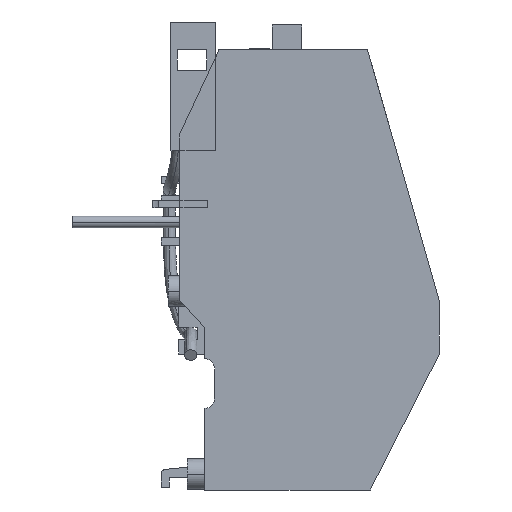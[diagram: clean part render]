
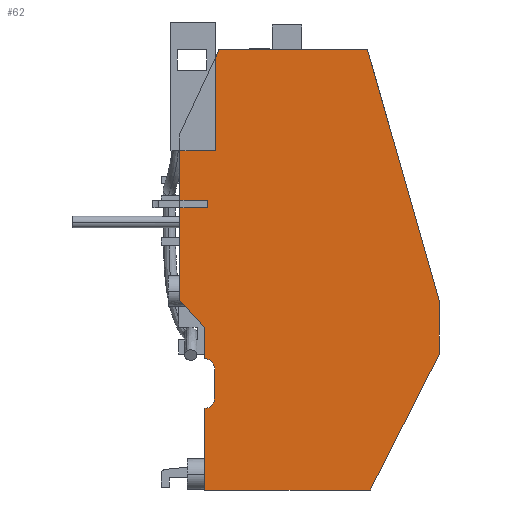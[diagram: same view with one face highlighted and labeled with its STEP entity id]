
A CAD part, left-side view. The second image highlights one B-rep face of the part: STEP entity #62.
In plain terms, the highlighted planar face has unit normal (-1, 0, 0).
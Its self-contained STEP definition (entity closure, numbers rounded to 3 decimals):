
#62=ADVANCED_FACE('',(#327),#3710,.T.);
#327=FACE_OUTER_BOUND('',#565,.T.);
#565=EDGE_LOOP('',(#870,#871,#872,#873,#874,#875,#876,#877,#878,#879,#880,
#881,#882,#883,#884,#885,#886,#887));
#870=ORIENTED_EDGE('',*,*,#2087,.F.);
#871=ORIENTED_EDGE('',*,*,#2058,.F.);
#872=ORIENTED_EDGE('',*,*,#2079,.F.);
#873=ORIENTED_EDGE('',*,*,#2080,.T.);
#874=ORIENTED_EDGE('',*,*,#2086,.F.);
#875=ORIENTED_EDGE('',*,*,#2041,.F.);
#876=ORIENTED_EDGE('',*,*,#2068,.F.);
#877=ORIENTED_EDGE('',*,*,#2085,.F.);
#878=ORIENTED_EDGE('',*,*,#2398,.F.);
#879=ORIENTED_EDGE('',*,*,#2434,.F.);
#880=ORIENTED_EDGE('',*,*,#2081,.F.);
#881=ORIENTED_EDGE('',*,*,#2082,.F.);
#882=ORIENTED_EDGE('',*,*,#2422,.F.);
#883=ORIENTED_EDGE('',*,*,#2083,.F.);
#884=ORIENTED_EDGE('',*,*,#2411,.F.);
#885=ORIENTED_EDGE('',*,*,#2084,.F.);
#886=ORIENTED_EDGE('',*,*,#2108,.F.);
#887=ORIENTED_EDGE('',*,*,#2088,.F.);
#2041=EDGE_CURVE('',#3261,#3275,#2761,.T.);
#2058=EDGE_CURVE('',#3278,#3283,#2778,.T.);
#2068=EDGE_CURVE('',#3290,#3261,#2786,.T.);
#2079=EDGE_CURVE('',#3299,#3278,#2796,.T.);
#2080=EDGE_CURVE('',#3299,#3298,#2797,.T.);
#2081=EDGE_CURVE('',#3302,#3301,#2798,.T.);
#2082=EDGE_CURVE('',#3303,#3302,#2799,.T.);
#2083=EDGE_CURVE('',#3305,#3304,#2800,.T.);
#2084=EDGE_CURVE('',#3307,#3306,#2801,.T.);
#2085=EDGE_CURVE('',#3308,#3290,#2802,.T.);
#2086=EDGE_CURVE('',#3275,#3298,#2803,.T.);
#2087=EDGE_CURVE('',#3283,#3297,#2804,.T.);
#2088=EDGE_CURVE('',#3297,#3309,#2805,.T.);
#2108=EDGE_CURVE('',#3309,#3307,#2825,.T.);
#2398=EDGE_CURVE('',#3300,#3308,#2683,.T.);
#2411=EDGE_CURVE('',#3306,#3305,#3096,.T.);
#2422=EDGE_CURVE('',#3304,#3303,#3107,.T.);
#2434=EDGE_CURVE('',#3301,#3300,#2687,.T.);
#2683=(
BOUNDED_CURVE()
B_SPLINE_CURVE(2,(#7285,#7286,#7287,#7288,#7289,#7290,#7291),
 .UNSPECIFIED.,.F.,.F.)
B_SPLINE_CURVE_WITH_KNOTS((3,2,2,3),(19.038,25.238,
28.223,28.323),.UNSPECIFIED.)
CURVE()
GEOMETRIC_REPRESENTATION_ITEM()
RATIONAL_B_SPLINE_CURVE((1.,1.,1.,0.707,1.,1.,1.))
REPRESENTATION_ITEM('')
);
#2687=(
BOUNDED_CURVE()
B_SPLINE_CURVE(2,(#7373,#7374,#7375,#7376,#7377),.UNSPECIFIED.,.F.,.F.)
B_SPLINE_CURVE_WITH_KNOTS((3,2,3),(134.202,134.302,137.287),
 .UNSPECIFIED.)
CURVE()
GEOMETRIC_REPRESENTATION_ITEM()
RATIONAL_B_SPLINE_CURVE((1.,1.,1.,0.707,1.))
REPRESENTATION_ITEM('')
);
#2761=B_SPLINE_CURVE_WITH_KNOTS('',1,(#6249,#6250),.UNSPECIFIED.,.F.,.F.,
(2,2),(34.421,42.968),.UNSPECIFIED.);
#2778=B_SPLINE_CURVE_WITH_KNOTS('',1,(#6332,#6333),.UNSPECIFIED.,.F.,.F.,
(2,2),(43.655,48.243),.UNSPECIFIED.);
#2786=B_SPLINE_CURVE_WITH_KNOTS('',1,(#6390,#6391),.UNSPECIFIED.,.F.,.F.,
(2,2),(31.205,34.421),.UNSPECIFIED.);
#2796=B_SPLINE_CURVE_WITH_KNOTS('',1,(#6440,#6441),.UNSPECIFIED.,.F.,.F.,
(2,2),(-11.2,-5.6),.UNSPECIFIED.);
#2797=B_SPLINE_CURVE_WITH_KNOTS('',1,(#6442,#6443),.UNSPECIFIED.,.F.,.F.,
(2,2),(87.461,91.128),.UNSPECIFIED.);
#2798=B_SPLINE_CURVE_WITH_KNOTS('',1,(#6444,#6445),.UNSPECIFIED.,.F.,.F.,
(2,2),(126.654,134.202),.UNSPECIFIED.);
#2799=B_SPLINE_CURVE_WITH_KNOTS('',1,(#6446,#6447),.UNSPECIFIED.,.F.,.F.,
(2,2),(112.649,126.654),.UNSPECIFIED.);
#2800=B_SPLINE_CURVE_WITH_KNOTS('',1,(#6448,#6449),.UNSPECIFIED.,.F.,.F.,
(2,2),(89.949,98.176),.UNSPECIFIED.);
#2801=B_SPLINE_CURVE_WITH_KNOTS('',1,(#6450,#6451),.UNSPECIFIED.,.F.,.F.,
(2,2),(58.023,67.699),.UNSPECIFIED.);
#2802=B_SPLINE_CURVE_WITH_KNOTS('',1,(#6452,#6453),.UNSPECIFIED.,.F.,.F.,
(2,2),(28.323,31.205),.UNSPECIFIED.);
#2803=B_SPLINE_CURVE_WITH_KNOTS('',1,(#6454,#6455),.UNSPECIFIED.,.F.,.F.,
(2,2),(5.6,11.2),.UNSPECIFIED.);
#2804=B_SPLINE_CURVE_WITH_KNOTS('',1,(#6456,#6457),.UNSPECIFIED.,.F.,.F.,
(2,2),(2.598,12.964),.UNSPECIFIED.);
#2805=B_SPLINE_CURVE_WITH_KNOTS('',1,(#6458,#6459),.UNSPECIFIED.,.F.,.F.,
(2,2),(-26.,-7.118),.UNSPECIFIED.);
#2825=B_SPLINE_CURVE_WITH_KNOTS('',1,(#6502,#6503),.UNSPECIFIED.,.F.,.F.,
(2,2),(57.289,58.023),.UNSPECIFIED.);
#3096=B_SPLINE_CURVE_WITH_KNOTS('',1,(#7324,#7325),.UNSPECIFIED.,.F.,.F.,
(2,2),(67.699,89.949),.UNSPECIFIED.);
#3107=B_SPLINE_CURVE_WITH_KNOTS('',1,(#7346,#7347),.UNSPECIFIED.,.F.,.F.,
(2,2),(98.176,112.649),.UNSPECIFIED.);
#3261=VERTEX_POINT('',#5875);
#3275=VERTEX_POINT('',#5889);
#3278=VERTEX_POINT('',#5892);
#3283=VERTEX_POINT('',#5897);
#3290=VERTEX_POINT('',#5904);
#3297=VERTEX_POINT('',#5911);
#3298=VERTEX_POINT('',#5912);
#3299=VERTEX_POINT('',#5913);
#3300=VERTEX_POINT('',#5914);
#3301=VERTEX_POINT('',#5915);
#3302=VERTEX_POINT('',#5916);
#3303=VERTEX_POINT('',#5917);
#3304=VERTEX_POINT('',#5918);
#3305=VERTEX_POINT('',#5919);
#3306=VERTEX_POINT('',#5920);
#3307=VERTEX_POINT('',#5921);
#3308=VERTEX_POINT('',#5922);
#3309=VERTEX_POINT('',#5923);
#3710=PLANE('',#3914);
#3914=AXIS2_PLACEMENT_3D('',#4288,#4101,$);
#4101=DIRECTION('',(-1.,0.,0.));
#4288=CARTESIAN_POINT('',(-22.3,22.35,89.));
#5875=CARTESIAN_POINT('',(-22.3,22.35,38.402));
#5889=CARTESIAN_POINT('',(-22.3,22.35,57.075));
#5892=CARTESIAN_POINT('',(-22.3,22.35,58.575));
#5897=CARTESIAN_POINT('',(-22.3,22.35,68.6));
#5904=CARTESIAN_POINT('',(-22.3,17.353,32.8));
#5911=CARTESIAN_POINT('',(-22.3,15.154,68.6));
#5912=CARTESIAN_POINT('',(-22.3,16.75,57.075));
#5913=CARTESIAN_POINT('',(-22.3,16.75,58.575));
#5914=CARTESIAN_POINT('',(-22.3,15.353,18.4));
#5915=CARTESIAN_POINT('',(-22.3,17.353,16.5));
#5916=CARTESIAN_POINT('',(-22.3,17.353,0.));
#5917=CARTESIAN_POINT('',(-22.3,-16.147,0.));
#5918=CARTESIAN_POINT('',(-22.3,-30.057,27.479));
#5919=CARTESIAN_POINT('',(-22.3,-30.057,38.226));
#5920=CARTESIAN_POINT('',(-22.3,-15.551,89.));
#5921=CARTESIAN_POINT('',(-22.3,14.449,89.));
#5922=CARTESIAN_POINT('',(-22.3,17.353,26.5));
#5923=CARTESIAN_POINT('',(-22.3,15.154,87.482));
#6249=CARTESIAN_POINT('',(-22.3,22.35,38.402));
#6250=CARTESIAN_POINT('',(-22.3,22.35,57.075));
#6332=CARTESIAN_POINT('',(-22.3,22.35,58.575));
#6333=CARTESIAN_POINT('',(-22.3,22.35,68.6));
#6390=CARTESIAN_POINT('',(-22.3,17.353,32.8));
#6391=CARTESIAN_POINT('',(-22.3,22.35,38.402));
#6440=CARTESIAN_POINT('',(-22.3,16.75,58.575));
#6441=CARTESIAN_POINT('',(-22.3,22.35,58.575));
#6442=CARTESIAN_POINT('',(-22.3,16.75,58.575));
#6443=CARTESIAN_POINT('',(-22.3,16.75,57.075));
#6444=CARTESIAN_POINT('',(-22.3,17.353,0.));
#6445=CARTESIAN_POINT('',(-22.3,17.353,16.5));
#6446=CARTESIAN_POINT('',(-22.3,-16.147,0.));
#6447=CARTESIAN_POINT('',(-22.3,17.353,0.));
#6448=CARTESIAN_POINT('',(-22.3,-30.057,38.226));
#6449=CARTESIAN_POINT('',(-22.3,-30.057,27.479));
#6450=CARTESIAN_POINT('',(-22.3,14.449,89.));
#6451=CARTESIAN_POINT('',(-22.3,-15.551,89.));
#6452=CARTESIAN_POINT('',(-22.3,17.353,26.5));
#6453=CARTESIAN_POINT('',(-22.3,17.353,32.8));
#6454=CARTESIAN_POINT('',(-22.3,22.35,57.075));
#6455=CARTESIAN_POINT('',(-22.3,16.75,57.075));
#6456=CARTESIAN_POINT('',(-22.3,22.35,68.6));
#6457=CARTESIAN_POINT('',(-22.3,15.154,68.6));
#6458=CARTESIAN_POINT('',(-22.3,15.154,68.6));
#6459=CARTESIAN_POINT('',(-22.3,15.154,87.482));
#6502=CARTESIAN_POINT('',(-22.3,15.154,87.482));
#6503=CARTESIAN_POINT('',(-22.3,14.449,89.));
#7285=CARTESIAN_POINT('',(-22.3,15.353,18.4));
#7286=CARTESIAN_POINT('',(-22.3,15.353,21.5));
#7287=CARTESIAN_POINT('',(-22.3,15.353,24.6));
#7288=CARTESIAN_POINT('',(-22.3,15.353,26.5));
#7289=CARTESIAN_POINT('',(-22.3,17.253,26.5));
#7290=CARTESIAN_POINT('',(-22.3,17.303,26.5));
#7291=CARTESIAN_POINT('',(-22.3,17.353,26.5));
#7324=CARTESIAN_POINT('',(-22.3,-15.551,89.));
#7325=CARTESIAN_POINT('',(-22.3,-30.057,38.226));
#7346=CARTESIAN_POINT('',(-22.3,-30.057,27.479));
#7347=CARTESIAN_POINT('',(-22.3,-16.147,0.));
#7373=CARTESIAN_POINT('',(-22.3,17.353,16.5));
#7374=CARTESIAN_POINT('',(-22.3,17.303,16.5));
#7375=CARTESIAN_POINT('',(-22.3,17.253,16.5));
#7376=CARTESIAN_POINT('',(-22.3,15.353,16.5));
#7377=CARTESIAN_POINT('',(-22.3,15.353,18.4));
